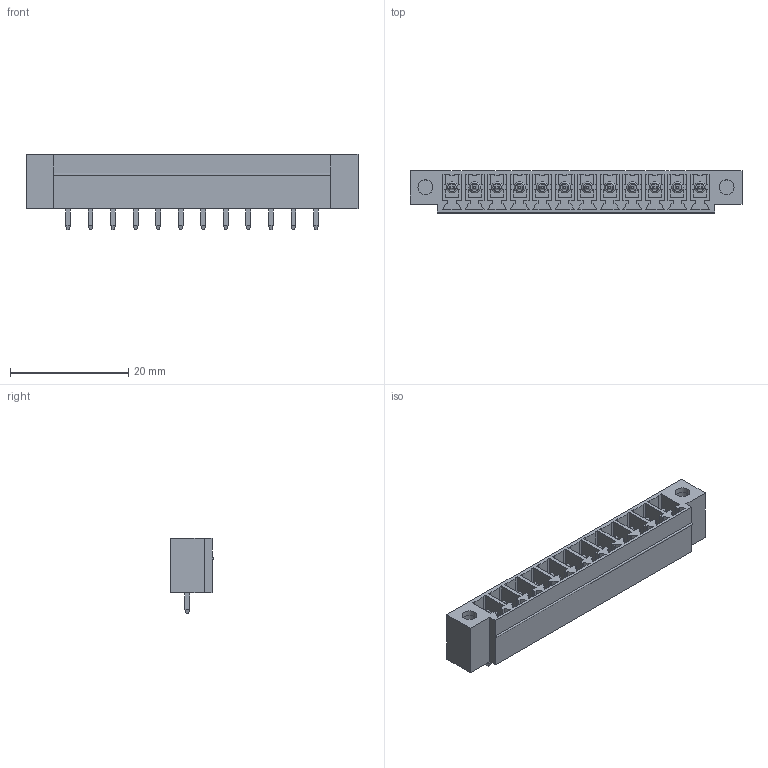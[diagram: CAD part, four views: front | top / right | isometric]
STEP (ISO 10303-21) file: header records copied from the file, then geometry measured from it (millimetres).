
FILE_DESCRIPTION( ( 'Unknown' ), '1' );
FILE_NAME( '691323300012.stp', 'Unknown', ( 'Unknown' ), ( 'Unknown' ), 'PSStep 18.0.17', 'Unknown', ' ' );
FILE_SCHEMA( ( 'AUTOMOTIVE_DESIGN { 1 0 10303 214 1 1 1 1 }' ) );
Length unit declared in the file: millimetre
Products named in the file (4): Assem1; 6913233000xx_PIN; 6913233000xx_INSERT; 691323300012
Assembly tree (15 placements, depth 2):
  Assem1
    6913233000xx_PIN  x12
    6913233000xx_INSERT  x2
    691323300012
Bounding box: 56.11 x 7.2 x 12.7 mm (x, y, z)
Volume: 1883.6 mm3; surface area: 5280.5 mm2
Topology: 15 solids, 15 shells, 736 faces, 1951 edges, 1261 vertices
Faces by surface type: plane 679, cylinder 41, torus 16
Full cylindrical faces by diameter (mm): 1.9 x12, 2.5 x4
Entity records: 22876 total; most frequent: CARTESIAN_POINT 3462, ORIENTED_EDGE 3144, DIRECTION 2826, EDGE_CURVE 1572, LINE 1466, VECTOR 1466, VERTEX_POINT 1052, AXIS2_PLACEMENT_3D 680
